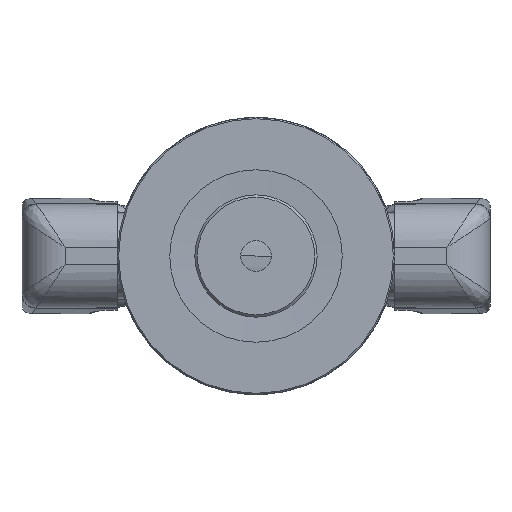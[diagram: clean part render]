
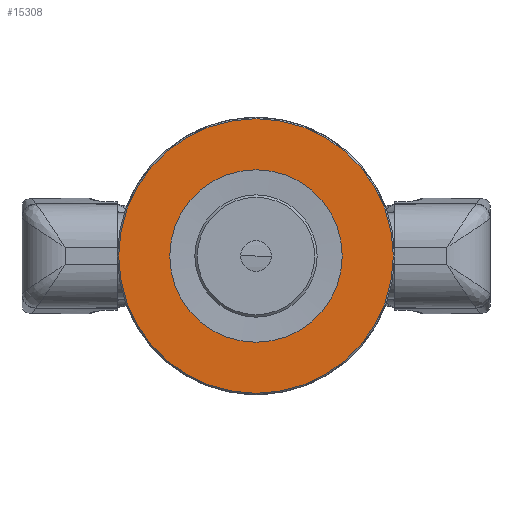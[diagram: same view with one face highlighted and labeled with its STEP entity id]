
A CAD part, front view. The second image highlights one B-rep face of the part: STEP entity #15308.
In plain terms, the highlighted face is planar.
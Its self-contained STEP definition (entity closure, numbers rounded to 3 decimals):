
#120=FACE_BOUND('',#4563,.T.);
#2885=PLANE('',#16384);
#3616=FACE_OUTER_BOUND('',#4562,.T.);
#4562=EDGE_LOOP('',(#12786));
#4563=EDGE_LOOP('',(#12787));
#5205=CIRCLE('',#16381,22.3);
#5207=CIRCLE('',#16385,14.);
#7047=VERTEX_POINT('',#41968);
#7049=VERTEX_POINT('',#41974);
#9075=EDGE_CURVE('',#7047,#7047,#5205,.T.);
#9077=EDGE_CURVE('',#7049,#7049,#5207,.T.);
#12786=ORIENTED_EDGE('',*,*,#9075,.F.);
#12787=ORIENTED_EDGE('',*,*,#9077,.F.);
#15308=ADVANCED_FACE('',(#3616,#120),#2885,.F.);
#16381=AXIS2_PLACEMENT_3D('',#41969,#18529,#18530);
#16384=AXIS2_PLACEMENT_3D('',#41973,#18535,#18536);
#16385=AXIS2_PLACEMENT_3D('',#41975,#18537,#18538);
#18529=DIRECTION('center_axis',(0.,0.,1.));
#18530=DIRECTION('ref_axis',(-1.,0.,0.));
#18535=DIRECTION('center_axis',(0.,0.,1.));
#18536=DIRECTION('ref_axis',(1.,0.,0.));
#18537=DIRECTION('center_axis',(0.,0.,-1.));
#18538=DIRECTION('ref_axis',(-1.,0.,0.));
#41968=CARTESIAN_POINT('',(22.3,0.,0.));
#41969=CARTESIAN_POINT('Origin',(0.,0.,0.));
#41973=CARTESIAN_POINT('Origin',(0.,0.,0.));
#41974=CARTESIAN_POINT('',(14.,0.,0.));
#41975=CARTESIAN_POINT('Origin',(0.,0.,0.));
